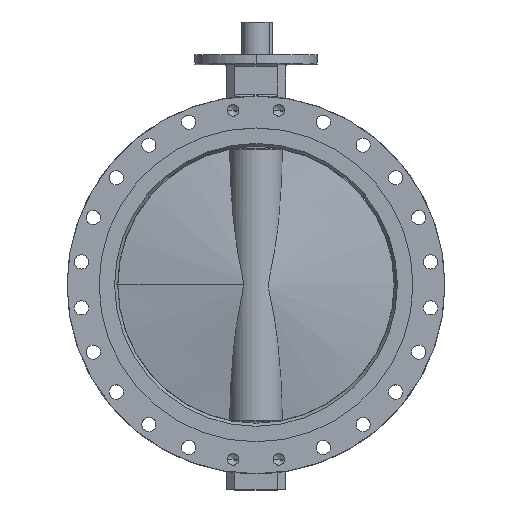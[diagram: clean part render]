
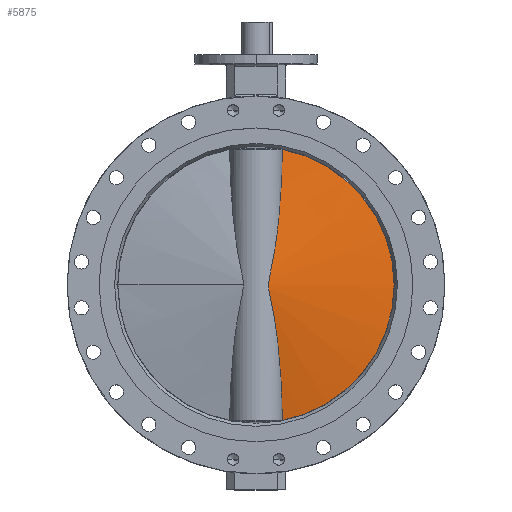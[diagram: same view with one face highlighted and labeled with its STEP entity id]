
A CAD part, top view. The second image highlights one B-rep face of the part: STEP entity #5875.
In plain terms, the highlighted conical face has half-angle 80.414 degrees and reference radius 340.463 mm.
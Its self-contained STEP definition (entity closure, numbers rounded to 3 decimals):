
#943 = CIRCLE ( 'NONE', #1540, 338.817 ) ;
#977 = CIRCLE ( 'NONE', #1556, 338.817 ) ;
#1540 = AXIS2_PLACEMENT_3D ( 'NONE', #1639, #1640, #1641 ) ;
#1556 = AXIS2_PLACEMENT_3D ( 'NONE', #1854, #1855, #1856 ) ;
#1639 = CARTESIAN_POINT ( 'NONE',  ( -5.278, 0., 0. ) ) ;
#1640 = DIRECTION ( 'NONE',  ( -1., 0., 0. ) ) ;
#1641 = DIRECTION ( 'NONE',  ( 0., 0., 1. ) ) ;
#1781 = CARTESIAN_POINT ( 'NONE',  ( -5.278, -332.565, 64.785 ) ) ;
#1782 = CARTESIAN_POINT ( 'NONE',  ( -7.584, -318.693, 64.598 ) ) ;
#1786 = CARTESIAN_POINT ( 'NONE',  ( -9.888, -304.825, 64.286 ) ) ;
#1787 = CARTESIAN_POINT ( 'NONE',  ( -14.495, -277.093, 63.407 ) ) ;
#1788 = CARTESIAN_POINT ( 'NONE',  ( -16.797, -263.231, 62.838 ) ) ;
#1789 = CARTESIAN_POINT ( 'NONE',  ( -20.247, -242.442, 61.778 ) ) ;
#1790 = CARTESIAN_POINT ( 'NONE',  ( -21.396, -235.513, 61.39 ) ) ;
#1791 = CARTESIAN_POINT ( 'NONE',  ( -23.693, -221.664, 60.54 ) ) ;
#1792 = CARTESIAN_POINT ( 'NONE',  ( -24.841, -214.744, 60.079 ) ) ;
#1793 = CARTESIAN_POINT ( 'NONE',  ( -28.278, -193.999, 58.58 ) ) ;
#1794 = CARTESIAN_POINT ( 'NONE',  ( -30.565, -180.187, 57.426 ) ) ;
#1795 = CARTESIAN_POINT ( 'NONE',  ( -35.123, -152.605, 54.757 ) ) ;
#1796 = CARTESIAN_POINT ( 'NONE',  ( -37.395, -138.836, 53.242 ) ) ;
#1797 = CARTESIAN_POINT ( 'NONE',  ( -41.911, -111.349, 49.765 ) ) ;
#1798 = CARTESIAN_POINT ( 'NONE',  ( -44.157, -97.631, 47.803 ) ) ;
#1799 = CARTESIAN_POINT ( 'NONE',  ( -47.477, -77.101, 44.424 ) ) ;
#1800 = CARTESIAN_POINT ( 'NONE',  ( -48.575, -70.266, 43.224 ) ) ;
#1801 = CARTESIAN_POINT ( 'NONE',  ( -50.197, -60.023, 41.304 ) ) ;
#1802 = CARTESIAN_POINT ( 'NONE',  ( -50.733, -56.611, 40.644 ) ) ;
#1803 = CARTESIAN_POINT ( 'NONE',  ( -51.792, -49.789, 39.285 ) ) ;
#1804 = CARTESIAN_POINT ( 'NONE',  ( -52.315, -46.379, 38.587 ) ) ;
#1805 = CARTESIAN_POINT ( 'NONE',  ( -53.338, -39.56, 37.159 ) ) ;
#1806 = CARTESIAN_POINT ( 'NONE',  ( -53.839, -36.15, 36.43 ) ) ;
#1807 = CARTESIAN_POINT ( 'NONE',  ( -54.8, -29.326, 34.967 ) ) ;
#1808 = CARTESIAN_POINT ( 'NONE',  ( -55.261, -25.912, 34.233 ) ) ;
#1809 = CARTESIAN_POINT ( 'NONE',  ( -55.89, -20.779, 33.188 ) ) ;
#1810 = CARTESIAN_POINT ( 'NONE',  ( -56.09, -19.066, 32.85 ) ) ;
#1811 = CARTESIAN_POINT ( 'NONE',  ( -56.457, -15.631, 32.213 ) ) ;
#1812 = CARTESIAN_POINT ( 'NONE',  ( -56.626, -13.909, 31.916 ) ) ;
#1813 = CARTESIAN_POINT ( 'NONE',  ( -56.918, -10.453, 31.391 ) ) ;
#1814 = CARTESIAN_POINT ( 'NONE',  ( -57.042, -8.717, 31.165 ) ) ;
#1815 = CARTESIAN_POINT ( 'NONE',  ( -57.228, -5.226, 30.823 ) ) ;
#1816 = CARTESIAN_POINT ( 'NONE',  ( -57.289, -3.47, 30.707 ) ) ;
#1817 = CARTESIAN_POINT ( 'NONE',  ( -57.326, -0.817, 30.639 ) ) ;
#1818 = CARTESIAN_POINT ( 'NONE',  ( -57.328, 0.071, 30.634 ) ) ;
#1819 = CARTESIAN_POINT ( 'NONE',  ( -57.315, 1.853, 30.66 ) ) ;
#1820 = CARTESIAN_POINT ( 'NONE',  ( -57.298, 2.749, 30.691 ) ) ;
#1821 = CARTESIAN_POINT ( 'NONE',  ( -57.22, 5.435, 30.836 ) ) ;
#1822 = CARTESIAN_POINT ( 'NONE',  ( -57.132, 7.21, 31. ) ) ;
#1823 = CARTESIAN_POINT ( 'NONE',  ( -56.898, 10.736, 31.427 ) ) ;
#1824 = CARTESIAN_POINT ( 'NONE',  ( -56.753, 12.488, 31.689 ) ) ;
#1825 = CARTESIAN_POINT ( 'NONE',  ( -56.423, 15.976, 32.272 ) ) ;
#1826 = CARTESIAN_POINT ( 'NONE',  ( -56.239, 17.712, 32.593 ) ) ;
#1827 = CARTESIAN_POINT ( 'NONE',  ( -55.646, 22.908, 33.602 ) ) ;
#1828 = CARTESIAN_POINT ( 'NONE',  ( -55.199, 26.355, 34.334 ) ) ;
#1829 = CARTESIAN_POINT ( 'NONE',  ( -54.257, 33.241, 35.804 ) ) ;
#1830 = CARTESIAN_POINT ( 'NONE',  ( -53.761, 36.679, 36.545 ) ) ;
#1831 = CARTESIAN_POINT ( 'NONE',  ( -52.743, 43.556, 38. ) ) ;
#1832 = CARTESIAN_POINT ( 'NONE',  ( -52.22, 46.994, 38.714 ) ) ;
#1833 = CARTESIAN_POINT ( 'NONE',  ( -51.16, 53.875, 40.105 ) ) ;
#1834 = CARTESIAN_POINT ( 'NONE',  ( -50.622, 57.317, 40.782 ) ) ;
#1835 = CARTESIAN_POINT ( 'NONE',  ( -48.993, 67.65, 42.75 ) ) ;
#1836 = CARTESIAN_POINT ( 'NONE',  ( -47.887, 74.548, 43.982 ) ) ;
#1837 = CARTESIAN_POINT ( 'NONE',  ( -44.542, 95.274, 47.448 ) ) ;
#1838 = CARTESIAN_POINT ( 'NONE',  ( -42.274, 109.132, 49.46 ) ) ;
#1839 = CARTESIAN_POINT ( 'NONE',  ( -37.711, 136.916, 53.021 ) ) ;
#1840 = CARTESIAN_POINT ( 'NONE',  ( -35.414, 150.841, 54.571 ) ) ;
#1841 = CARTESIAN_POINT ( 'NONE',  ( -31.956, 171.771, 56.618 ) ) ;
#1842 = CARTESIAN_POINT ( 'NONE',  ( -30.801, 178.751, 57.253 ) ) ;
#1843 = CARTESIAN_POINT ( 'NONE',  ( -28.49, 192.714, 58.438 ) ) ;
#1844 = CARTESIAN_POINT ( 'NONE',  ( -27.334, 199.697, 58.987 ) ) ;
#1845 = CARTESIAN_POINT ( 'NONE',  ( -23.862, 220.651, 60.515 ) ) ;
#1846 = CARTESIAN_POINT ( 'NONE',  ( -21.544, 234.627, 61.374 ) ) ;
#1847 = CARTESIAN_POINT ( 'NONE',  ( -16.903, 262.59, 62.811 ) ) ;
#1848 = CARTESIAN_POINT ( 'NONE',  ( -14.58, 276.578, 63.388 ) ) ;
#1849 = CARTESIAN_POINT ( 'NONE',  ( -9.932, 304.563, 64.28 ) ) ;
#1850 = CARTESIAN_POINT ( 'NONE',  ( -7.606, 318.562, 64.596 ) ) ;
#1851 = CARTESIAN_POINT ( 'NONE',  ( -5.278, 332.565, 64.785 ) ) ;
#1854 = CARTESIAN_POINT ( 'NONE',  ( -5.278, 0., 0. ) ) ;
#1855 = DIRECTION ( 'NONE',  ( -1., 0., 0. ) ) ;
#1856 = DIRECTION ( 'NONE',  ( 0., 0., 1. ) ) ;
#2579 = CARTESIAN_POINT ( 'NONE',  ( -5.278, 332.565, 64.785 ) ) ;
#2593 = CARTESIAN_POINT ( 'NONE',  ( -5.278, 0., 338.817 ) ) ;
#2594 = CARTESIAN_POINT ( 'NONE',  ( -5.278, -332.565, 64.785 ) ) ;
#2845 = DIRECTION ( 'NONE',  ( 0., 0., -1. ) ) ;
#2846 = CARTESIAN_POINT ( 'NONE',  ( -5., 0., 0. ) ) ;
#2847 = DIRECTION ( 'NONE',  ( 1., 0., 0. ) ) ;
#3870 = FACE_OUTER_BOUND ( 'NONE', #4396, .T. ) ;
#3874 = CONICAL_SURFACE ( 'NONE', #8037, 340.463, 1.403 ) ;
#4396 = EDGE_LOOP ( 'NONE', ( #4771, #4772, #4773 ) ) ;
#4771 = ORIENTED_EDGE ( 'NONE', *, *, #8741, .F. ) ;
#4772 = ORIENTED_EDGE ( 'NONE', *, *, #8713, .T. ) ;
#4773 = ORIENTED_EDGE ( 'NONE', *, *, #8742, .T. ) ;
#5875 = ADVANCED_FACE ( 'NONE', ( #3870 ), #3874, .T. ) ;
#6551 = B_SPLINE_CURVE_WITH_KNOTS ( 'NONE', 3,
 ( #1781, #1782, #1786, #1787, #1788, #1789, #1790, #1791, #1792, #1793, #1794, #1795, #1796, #1797, #1798, #1799, #1800, #1801, #1802, #1803, #1804, #1805, #1806, #1807, #1808, #1809, #1810, #1811, #1812, #1813, #1814, #1815, #1816, #1817, #1818, #1819, #1820, #1821, #1822, #1823, #1824, #1825, #1826, #1827, #1828, #1829, #1830, #1831, #1832, #1833, #1834, #1835, #1836, #1837, #1838, #1839, #1840, #1841, #1842, #1843, #1844, #1845, #1846, #1847, #1848, #1849, #1850, #1851 ),
 .UNSPECIFIED., .F., .F.,
 ( 4, 2, 2, 2, 2, 2, 2, 2, 2, 2, 2, 2, 2, 2, 2, 2, 2, 2, 2, 2, 2, 2, 2, 2, 2, 2, 2, 2, 2, 2, 2, 2, 2, 4 ),
 ( -0.305, -0.262, -0.22, -0.199, -0.178, -0.136, -0.094, -0.052, -0.031, -0.02, -0.01, 0.001, 0.011, 0.016, 0.022, 0.027, 0.032, 0.035, 0.038, 0.043, 0.048, 0.053, 0.064, 0.074, 0.085, 0.095, 0.116, 0.159, 0.201, 0.222, 0.243, 0.285, 0.327, 0.369 ),
 .UNSPECIFIED. ) ;
#8037 = AXIS2_PLACEMENT_3D ( 'NONE', #2846, #2847, #2845 ) ;
#8347 = VERTEX_POINT ( 'NONE', #2579 ) ;
#8361 = VERTEX_POINT ( 'NONE', #2593 ) ;
#8362 = VERTEX_POINT ( 'NONE', #2594 ) ;
#8713 = EDGE_CURVE ( 'NONE', #8362, #8361, #943, .T. ) ;
#8741 = EDGE_CURVE ( 'NONE', #8362, #8347, #6551, .T. ) ;
#8742 = EDGE_CURVE ( 'NONE', #8361, #8347, #977, .T. ) ;
